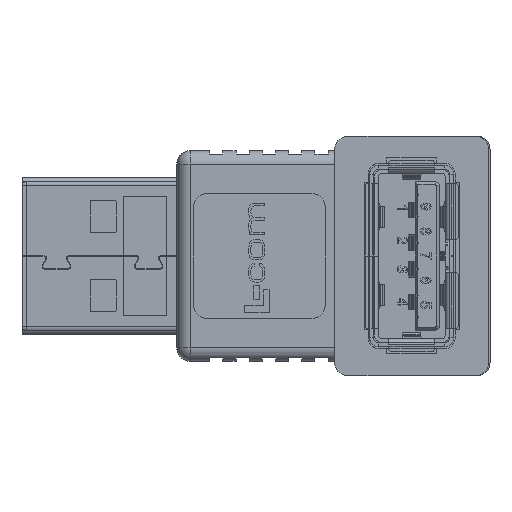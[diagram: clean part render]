
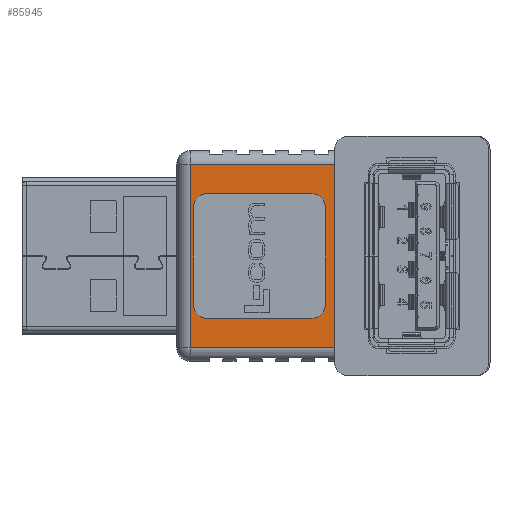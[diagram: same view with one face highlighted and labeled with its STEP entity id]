
A CAD part, left-side view. The second image highlights one B-rep face of the part: STEP entity #85945.
In plain terms, the highlighted face is planar.
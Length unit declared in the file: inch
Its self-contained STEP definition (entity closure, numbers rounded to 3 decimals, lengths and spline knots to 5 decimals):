
#1557 = EDGE_CURVE ( 'NONE', #55711, #30415, #55153, .T. ) ;
#2115 = EDGE_CURVE ( 'NONE', #39933, #55711, #52857, .T. ) ;
#4026 = VECTOR ( 'NONE', #59189, 39.37008 ) ;
#4641 = EDGE_CURVE ( 'NONE', #30415, #50868, #74730, .T. ) ;
#5979 = VERTEX_POINT ( 'NONE', #89629 ) ;
#6360 = ORIENTED_EDGE ( 'NONE', *, *, #84638, .F. ) ;
#9347 = AXIS2_PLACEMENT_3D ( 'NONE', #70818, #77905, #36138 ) ;
#11720 = VERTEX_POINT ( 'NONE', #74455 ) ;
#12421 = DIRECTION ( 'NONE',  ( 0., -1., 0. ) ) ;
#13328 = CARTESIAN_POINT ( 'NONE',  ( -0.14763, -0.15748, 0.08937 ) ) ;
#16768 = ORIENTED_EDGE ( 'NONE', *, *, #1557, .T. ) ;
#17852 = DIRECTION ( 'NONE',  ( 0., 0., 1. ) ) ;
#18443 = CARTESIAN_POINT ( 'NONE',  ( 0.31495, -0.15748, 0. ) ) ;
#19473 = ORIENTED_EDGE ( 'NONE', *, *, #2115, .T. ) ;
#20435 = CARTESIAN_POINT ( 'NONE',  ( 0.31495, -0.15748, 0.48165 ) ) ;
#20702 = DIRECTION ( 'NONE',  ( 1., 0., 0. ) ) ;
#20950 = ORIENTED_EDGE ( 'NONE', *, *, #28784, .F. ) ;
#21187 = FACE_BOUND ( 'NONE', #87192, .T. ) ;
#22269 = CARTESIAN_POINT ( 'NONE',  ( -0.27495, -0.15748, 0.48165 ) ) ;
#22986 = EDGE_CURVE ( 'NONE', #50868, #39933, #29281, .T. ) ;
#25946 = ORIENTED_EDGE ( 'NONE', *, *, #81813, .F. ) ;
#25974 = VERTEX_POINT ( 'NONE', #30203 ) ;
#26684 = CARTESIAN_POINT ( 'NONE',  ( 0.27495, -0.15748, 0.48165 ) ) ;
#26942 = VECTOR ( 'NONE', #20702, 39.37008 ) ;
#27140 = VECTOR ( 'NONE', #49011, 39.37008 ) ;
#28072 = EDGE_CURVE ( 'NONE', #63300, #86779, #31419, .T. ) ;
#28784 = EDGE_CURVE ( 'NONE', #5979, #31698, #49751, .T. ) ;
#29281 = LINE ( 'NONE', #20435, #27140 ) ;
#29799 = DIRECTION ( 'NONE',  ( 0., 0., -1. ) ) ;
#29881 = DIRECTION ( 'NONE',  ( 0., 0., 1. ) ) ;
#30203 = CARTESIAN_POINT ( 'NONE',  ( 0.187, -0.15748, 0.40433 ) ) ;
#30309 = EDGE_CURVE ( 'NONE', #79843, #86898, #62621, .T. ) ;
#30415 = VERTEX_POINT ( 'NONE', #72453 ) ;
#30845 = AXIS2_PLACEMENT_3D ( 'NONE', #13328, #12421, #61083 ) ;
#31419 = CIRCLE ( 'NONE', #79859, 0.03937 ) ;
#31698 = VERTEX_POINT ( 'NONE', #90244 ) ;
#31843 = DIRECTION ( 'NONE',  ( 1., 0., 0. ) ) ;
#33275 = VECTOR ( 'NONE', #36531, 39.37008 ) ;
#35078 = CARTESIAN_POINT ( 'NONE',  ( -0.27495, -0.15748, 0.04 ) ) ;
#36138 = DIRECTION ( 'NONE',  ( 0., 0., -1. ) ) ;
#36531 = DIRECTION ( 'NONE',  ( 0., 0., 1. ) ) ;
#37180 = DIRECTION ( 'NONE',  ( 0., -1., 0. ) ) ;
#38143 = CARTESIAN_POINT ( 'NONE',  ( 0.14763, -0.15748, 0.05 ) ) ;
#38544 = FACE_OUTER_BOUND ( 'NONE', #76503, .T. ) ;
#39436 = CARTESIAN_POINT ( 'NONE',  ( 0.14763, -0.15748, 0.4437 ) ) ;
#39933 = VERTEX_POINT ( 'NONE', #22269 ) ;
#40897 = VECTOR ( 'NONE', #84750, 39.37008 ) ;
#42684 = EDGE_CURVE ( 'NONE', #11720, #79843, #82016, .T. ) ;
#44482 = AXIS2_PLACEMENT_3D ( 'NONE', #18443, #46407, #17852 ) ;
#44664 = CARTESIAN_POINT ( 'NONE',  ( -0.187, -0.15748, 0.40433 ) ) ;
#46407 = DIRECTION ( 'NONE',  ( 0., 1., 0. ) ) ;
#49011 = DIRECTION ( 'NONE',  ( -1., 0., 0. ) ) ;
#49751 = CIRCLE ( 'NONE', #30845, 0.03937 ) ;
#50688 = EDGE_CURVE ( 'NONE', #31698, #63300, #89729, .T. ) ;
#50868 = VERTEX_POINT ( 'NONE', #26684 ) ;
#52857 = LINE ( 'NONE', #73816, #4026 ) ;
#55153 = LINE ( 'NONE', #82849, #26942 ) ;
#55711 = VERTEX_POINT ( 'NONE', #35078 ) ;
#57242 = CARTESIAN_POINT ( 'NONE',  ( 0.187, -0.15748, 0.40433 ) ) ;
#59189 = DIRECTION ( 'NONE',  ( 0., 0., -1. ) ) ;
#60383 = ORIENTED_EDGE ( 'NONE', *, *, #30309, .F. ) ;
#61083 = DIRECTION ( 'NONE',  ( 0., 0., -1. ) ) ;
#61749 = ORIENTED_EDGE ( 'NONE', *, *, #42684, .F. ) ;
#62621 = CIRCLE ( 'NONE', #87065, 0.03937 ) ;
#63300 = VERTEX_POINT ( 'NONE', #38143 ) ;
#64467 = VECTOR ( 'NONE', #89450, 39.37008 ) ;
#64568 = CARTESIAN_POINT ( 'NONE',  ( -0.14763, -0.15748, 0.40433 ) ) ;
#65852 = CARTESIAN_POINT ( 'NONE',  ( -0.14763, -0.15748, 0.4437 ) ) ;
#66354 = ORIENTED_EDGE ( 'NONE', *, *, #22986, .T. ) ;
#66938 = CARTESIAN_POINT ( 'NONE',  ( 0.187, -0.15748, 0.08937 ) ) ;
#67264 = DIRECTION ( 'NONE',  ( 0., 0., -1. ) ) ;
#67406 = PLANE ( 'NONE',  #44482 ) ;
#70075 = ORIENTED_EDGE ( 'NONE', *, *, #50688, .F. ) ;
#70818 = CARTESIAN_POINT ( 'NONE',  ( 0.14763, -0.15748, 0.40433 ) ) ;
#70854 = ORIENTED_EDGE ( 'NONE', *, *, #28072, .F. ) ;
#71368 = LINE ( 'NONE', #57242, #40897 ) ;
#72453 = CARTESIAN_POINT ( 'NONE',  ( 0.27495, -0.15748, 0.04 ) ) ;
#72567 = ORIENTED_EDGE ( 'NONE', *, *, #4641, .T. ) ;
#73055 = CARTESIAN_POINT ( 'NONE',  ( 0.14763, -0.15748, 0.08937 ) ) ;
#73816 = CARTESIAN_POINT ( 'NONE',  ( -0.27495, -0.15748, 0. ) ) ;
#74455 = CARTESIAN_POINT ( 'NONE',  ( 0.14763, -0.15748, 0.4437 ) ) ;
#74730 = LINE ( 'NONE', #86214, #33275 ) ;
#76503 = EDGE_LOOP ( 'NONE', ( #19473, #16768, #72567, #66354 ) ) ;
#77037 = EDGE_CURVE ( 'NONE', #25974, #11720, #88994, .T. ) ;
#77729 = VECTOR ( 'NONE', #31843, 39.37008 ) ;
#77905 = DIRECTION ( 'NONE',  ( 0., -1., 0. ) ) ;
#78965 = ORIENTED_EDGE ( 'NONE', *, *, #77037, .F. ) ;
#79843 = VERTEX_POINT ( 'NONE', #65852 ) ;
#79859 = AXIS2_PLACEMENT_3D ( 'NONE', #73055, #80155, #67264 ) ;
#80155 = DIRECTION ( 'NONE',  ( 0., -1., 0. ) ) ;
#80384 = LINE ( 'NONE', #44664, #89152 ) ;
#80609 = CARTESIAN_POINT ( 'NONE',  ( 0.14763, -0.15748, 0.05 ) ) ;
#81813 = EDGE_CURVE ( 'NONE', #86898, #5979, #80384, .T. ) ;
#82016 = LINE ( 'NONE', #39436, #64467 ) ;
#82849 = CARTESIAN_POINT ( 'NONE',  ( 0.31495, -0.15748, 0.04 ) ) ;
#84638 = EDGE_CURVE ( 'NONE', #86779, #25974, #71368, .T. ) ;
#84750 = DIRECTION ( 'NONE',  ( 0., 0., 1. ) ) ;
#85945 = ADVANCED_FACE ( 'NONE', ( #38544, #21187 ), #67406, .F. ) ;
#86214 = CARTESIAN_POINT ( 'NONE',  ( 0.27495, -0.15748, 0. ) ) ;
#86779 = VERTEX_POINT ( 'NONE', #66938 ) ;
#86898 = VERTEX_POINT ( 'NONE', #89554 ) ;
#87065 = AXIS2_PLACEMENT_3D ( 'NONE', #64568, #37180, #29881 ) ;
#87192 = EDGE_LOOP ( 'NONE', ( #61749, #78965, #6360, #70854, #70075, #20950, #25946, #60383 ) ) ;
#88994 = CIRCLE ( 'NONE', #9347, 0.03937 ) ;
#89152 = VECTOR ( 'NONE', #29799, 39.37008 ) ;
#89450 = DIRECTION ( 'NONE',  ( -1., 0., 0. ) ) ;
#89554 = CARTESIAN_POINT ( 'NONE',  ( -0.187, -0.15748, 0.40433 ) ) ;
#89629 = CARTESIAN_POINT ( 'NONE',  ( -0.187, -0.15748, 0.08937 ) ) ;
#89729 = LINE ( 'NONE', #80609, #77729 ) ;
#90244 = CARTESIAN_POINT ( 'NONE',  ( -0.14763, -0.15748, 0.05 ) ) ;
